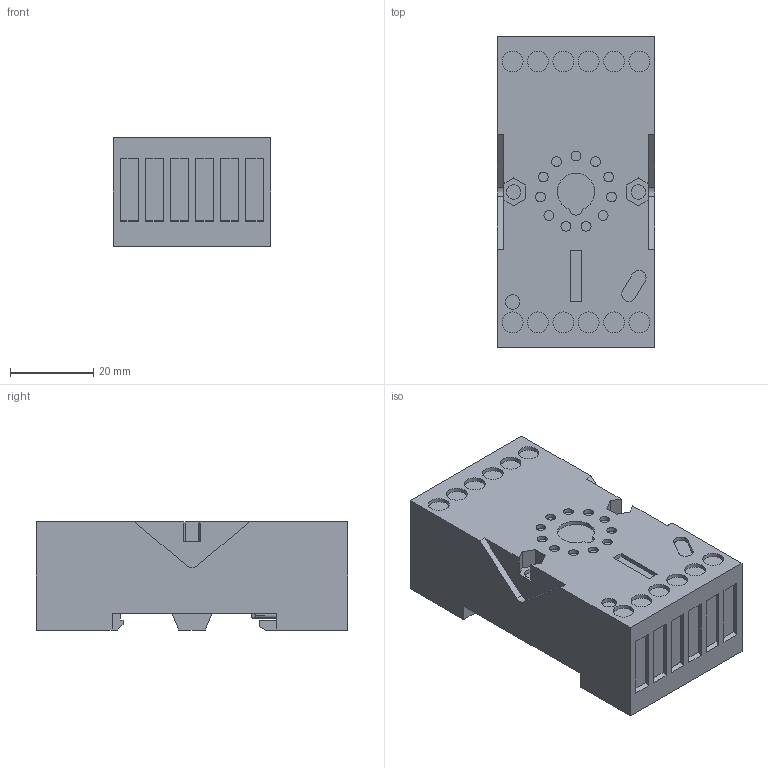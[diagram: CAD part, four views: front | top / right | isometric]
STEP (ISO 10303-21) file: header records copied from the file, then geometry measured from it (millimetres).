
FILE_DESCRIPTION((''),'2;1');
FILE_NAME('C-8-1393163-3','2009-12-08T',('workeradm'),(''),'PRO/ENGINEER BY PARAMETRIC TECHNOLOGY CORPORATION, 2008380','PRO/ENGINEER BY PARAMETRIC TECHNOLOGY CORPORATION, 2008380','');
FILE_SCHEMA(('AUTOMOTIVE_DESIGN { 1 0 10303 214 1 1 1 1 }'));
Length unit declared in the file: millimetre
Products named in the file (1): C-8-1393163-3
Bounding box: 38 x 75 x 26 mm (x, y, z)
Volume: 66244.9 mm3; surface area: 13096.6 mm2
Topology: 1 solids, 1 shells, 249 faces, 596 edges, 396 vertices
Faces by surface type: plane 172, cylinder 72, torus 5
Entity records: 7313 total; most frequent: CARTESIAN_POINT 1329, DIRECTION 1234, ORIENTED_EDGE 1192, EDGE_CURVE 596, VECTOR 432, LINE 432, AXIS2_PLACEMENT_3D 401, VERTEX_POINT 396
